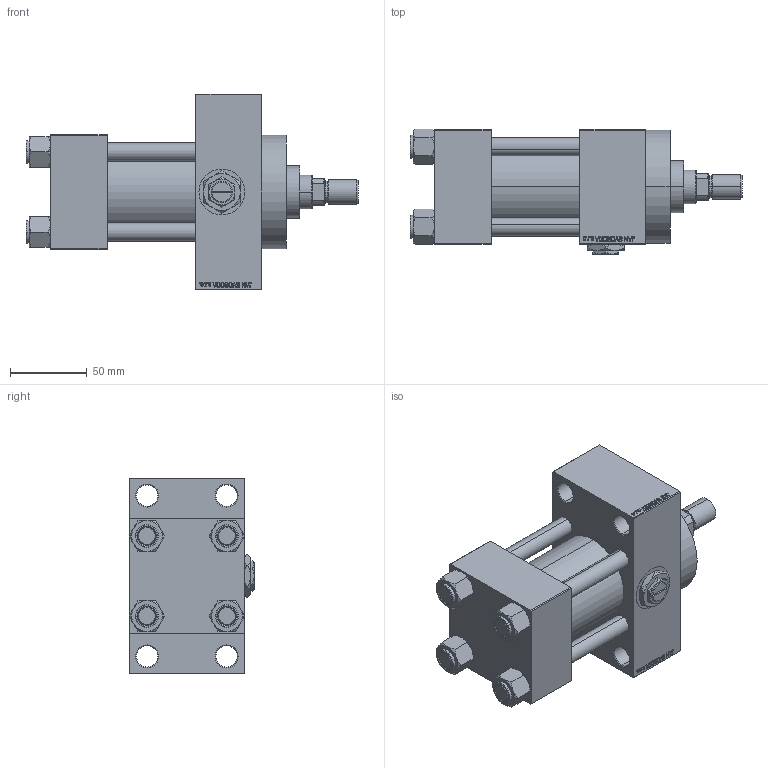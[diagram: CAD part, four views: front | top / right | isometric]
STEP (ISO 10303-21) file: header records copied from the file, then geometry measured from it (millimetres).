
FILE_DESCRIPTION (( 'STEP AP203' ), '1' );
FILE_NAME ('24a8.STEP', '2022-04-15T22:44:58', ( '' ), ( '' ), 'SwSTEP 2.0', 'SolidWorks 2019', '' );
FILE_SCHEMA (( 'CONFIG_CONTROL_DESIGN' ));
Length unit declared in the file: millimetre
Products named in the file (8): V215CR_VCP_D d52b3e927a880cfdf4e0657cefa30db2; ROD_END_AH d52b3e927a880cfdf4e0657cefa30db2; NUT_M5_D d52b3e927a880cfdf4e0657cefa30db2; V215_VC_A d52b3e927a880cfdf4e0657cefa30db2; V215CR_D_Body d52b3e927a880cfdf4e0657cefa30db2; V215CR_D_TYCINKA d52b3e927a880cfdf4e0657cefa30db2; Zatka_pro_OIL_PORT d52b3e927a880cfdf4e0657cefa30db2; 24a8
Assembly tree (13 placements, depth 2):
  24a8
    V215CR_D_Body d52b3e927a880cfdf4e0657cefa30db2
    V215CR_VCP_D d52b3e927a880cfdf4e0657cefa30db2
    NUT_M5_D d52b3e927a880cfdf4e0657cefa30db2  x4
    V215CR_D_TYCINKA d52b3e927a880cfdf4e0657cefa30db2  x4
    V215_VC_A d52b3e927a880cfdf4e0657cefa30db2
    ROD_END_AH d52b3e927a880cfdf4e0657cefa30db2
    Zatka_pro_OIL_PORT d52b3e927a880cfdf4e0657cefa30db2
Bounding box: 217 x 82.27 x 128 mm (x, y, z)
Volume: 799745.6 mm3; surface area: 169680.6 mm2
Topology: 13 solids, 13 shells, 1173 faces, 2907 edges, 1877 vertices
Faces by surface type: plane 527, bspline 368, cone 168, cylinder 100, torus 10
Entity records: 49631 total; most frequent: CARTESIAN_POINT 25760, ORIENTED_EDGE 5306, DIRECTION 3505, EDGE_CURVE 2653, VERTEX_POINT 1733, LINE 1557, VECTOR 1557, EDGE_LOOP 1192
